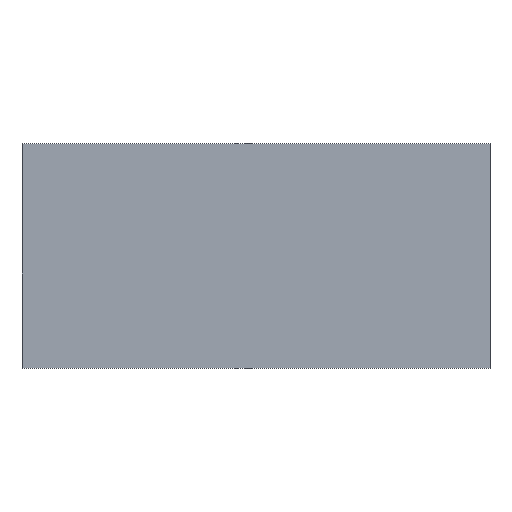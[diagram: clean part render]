
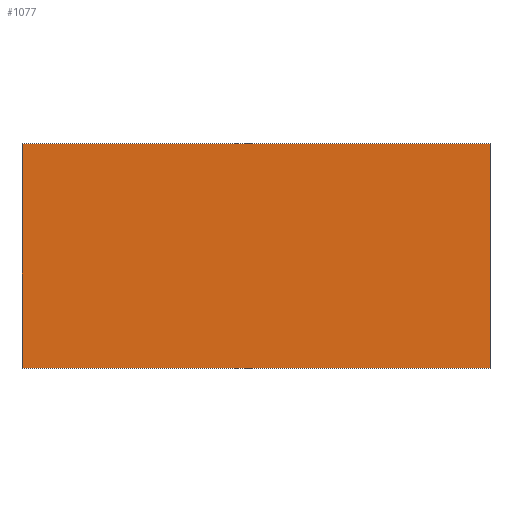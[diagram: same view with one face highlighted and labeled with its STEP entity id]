
A CAD part, top view. The second image highlights one B-rep face of the part: STEP entity #1077.
In plain terms, the highlighted planar face has unit normal (0, 0, 1).
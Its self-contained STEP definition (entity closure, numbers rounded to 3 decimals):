
#213=FACE_OUTER_BOUND('',#277,.T.);
#277=EDGE_LOOP('',(#751,#752,#753,#754));
#351=LINE('',#1393,#387);
#352=LINE('',#1395,#388);
#353=LINE('',#1397,#389);
#354=LINE('',#1398,#390);
#387=VECTOR('',#1193,10.);
#388=VECTOR('',#1194,10.);
#389=VECTOR('',#1195,10.);
#390=VECTOR('',#1196,10.);
#439=VERTEX_POINT('',#1391);
#440=VERTEX_POINT('',#1392);
#441=VERTEX_POINT('',#1394);
#442=VERTEX_POINT('',#1396);
#563=EDGE_CURVE('',#439,#440,#351,.T.);
#564=EDGE_CURVE('',#440,#441,#352,.T.);
#565=EDGE_CURVE('',#441,#442,#353,.T.);
#566=EDGE_CURVE('',#442,#439,#354,.T.);
#751=ORIENTED_EDGE('',*,*,#563,.T.);
#752=ORIENTED_EDGE('',*,*,#564,.T.);
#753=ORIENTED_EDGE('',*,*,#565,.T.);
#754=ORIENTED_EDGE('',*,*,#566,.T.);
#1061=PLANE('',#1151);
#1077=ADVANCED_FACE('',(#213),#1061,.T.);
#1151=AXIS2_PLACEMENT_3D('',#1390,#1191,#1192);
#1191=DIRECTION('center_axis',(0.,0.,1.));
#1192=DIRECTION('ref_axis',(1.,0.,0.));
#1193=DIRECTION('',(-1.,0.,0.));
#1194=DIRECTION('',(0.,-1.,0.));
#1195=DIRECTION('',(1.,0.,0.));
#1196=DIRECTION('',(0.,1.,0.));
#1390=CARTESIAN_POINT('Origin',(0.,0.,4.5));
#1391=CARTESIAN_POINT('',(37.5,17.,4.5));
#1392=CARTESIAN_POINT('',(-33.5,17.,4.5));
#1393=CARTESIAN_POINT('',(33.5,17.,4.5));
#1394=CARTESIAN_POINT('',(-33.5,-17.,4.5));
#1395=CARTESIAN_POINT('',(-33.5,-17.,4.5));
#1396=CARTESIAN_POINT('',(37.5,-17.,4.5));
#1397=CARTESIAN_POINT('',(33.5,-17.,4.5));
#1398=CARTESIAN_POINT('',(37.5,17.,4.5));
